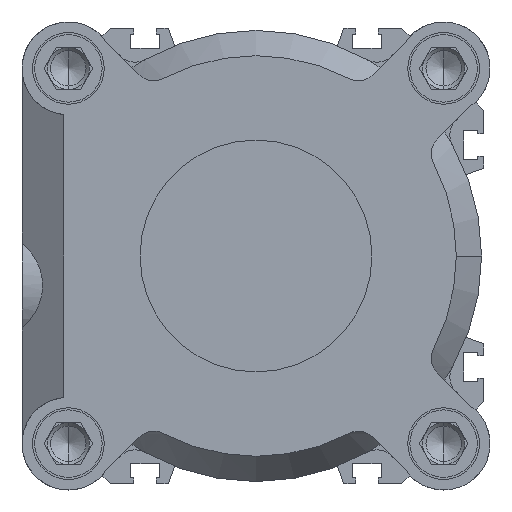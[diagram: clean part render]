
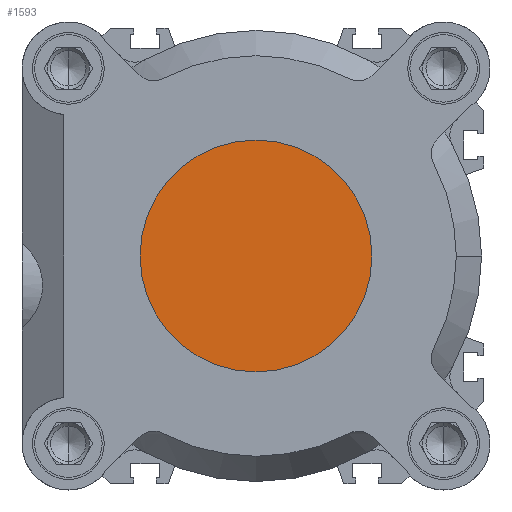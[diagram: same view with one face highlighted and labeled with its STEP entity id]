
A CAD part, left-side view. The second image highlights one B-rep face of the part: STEP entity #1593.
In plain terms, the highlighted face is planar.
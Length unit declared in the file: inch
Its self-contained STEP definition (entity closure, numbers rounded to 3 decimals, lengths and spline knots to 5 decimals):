
#553 = FACE_OUTER_BOUND ( 'NONE', #6081, .T. ) ;
#885 = DIRECTION ( 'NONE',  ( -1., 0., 0. ) ) ;
#1031 = CARTESIAN_POINT ( 'NONE',  ( 1.73228, 0., 1.08268 ) ) ;
#1593 = ADVANCED_FACE ( 'NONE', ( #553 ), #11968, .F. ) ;
#1636 = CARTESIAN_POINT ( 'NONE',  ( 1.73228, 0., 0. ) ) ;
#2780 = DIRECTION ( 'NONE',  ( 0., 0., 1. ) ) ;
#4135 = VERTEX_POINT ( 'NONE', #9767 ) ;
#6081 = EDGE_LOOP ( 'NONE', ( #9412, #14185 ) ) ;
#6488 = EDGE_CURVE ( 'NONE', #4135, #13675, #8063, .T. ) ;
#6999 = AXIS2_PLACEMENT_3D ( 'NONE', #1636, #9405, #2780 ) ;
#7585 = CARTESIAN_POINT ( 'NONE',  ( 1.73228, 0., 0. ) ) ;
#8063 = CIRCLE ( 'NONE', #6999, 1.08268 ) ;
#8690 = DIRECTION ( 'NONE',  ( 0., 0., 1. ) ) ;
#9261 = AXIS2_PLACEMENT_3D ( 'NONE', #7585, #885, #8690 ) ;
#9270 = AXIS2_PLACEMENT_3D ( 'NONE', #12402, #11909, #11317 ) ;
#9405 = DIRECTION ( 'NONE',  ( -1., 0., 0. ) ) ;
#9412 = ORIENTED_EDGE ( 'NONE', *, *, #13592, .F. ) ;
#9767 = CARTESIAN_POINT ( 'NONE',  ( 1.73228, 0., -1.08268 ) ) ;
#11317 = DIRECTION ( 'NONE',  ( 0., 0., 1. ) ) ;
#11388 = CIRCLE ( 'NONE', #9261, 1.08268 ) ;
#11909 = DIRECTION ( 'NONE',  ( -1., 0., 0. ) ) ;
#11968 = PLANE ( 'NONE',  #9270 ) ;
#12402 = CARTESIAN_POINT ( 'NONE',  ( 1.73228, 1.08268, 0. ) ) ;
#13592 = EDGE_CURVE ( 'NONE', #13675, #4135, #11388, .T. ) ;
#13675 = VERTEX_POINT ( 'NONE', #1031 ) ;
#14185 = ORIENTED_EDGE ( 'NONE', *, *, #6488, .F. ) ;
